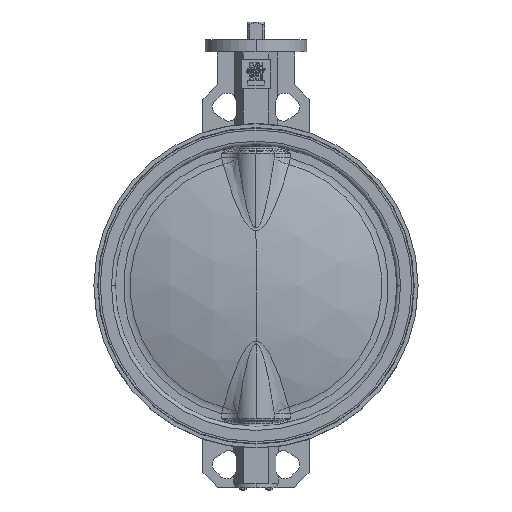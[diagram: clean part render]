
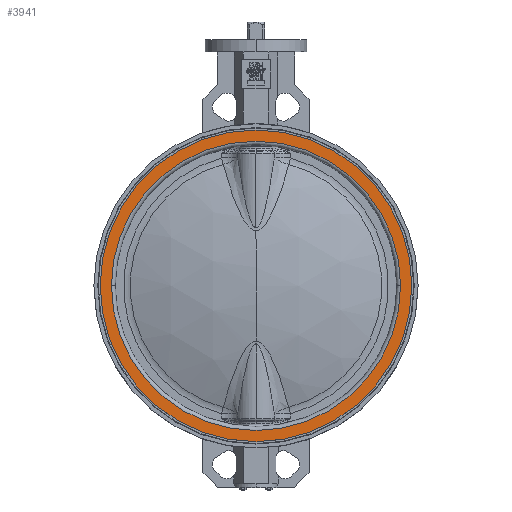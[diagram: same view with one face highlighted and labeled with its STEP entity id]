
A CAD part, top view. The second image highlights one B-rep face of the part: STEP entity #3941.
In plain terms, the highlighted planar face has unit normal (0, 0, 1).
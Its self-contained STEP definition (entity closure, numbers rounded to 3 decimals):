
#481 = CIRCLE ( 'NONE', #1676, 299.75 ) ;
#1397 = AXIS2_PLACEMENT_3D ( 'NONE', #13444, #18919, #9923 ) ;
#1676 = AXIS2_PLACEMENT_3D ( 'NONE', #2771, #8171, #15344 ) ;
#1881 = CARTESIAN_POINT ( 'NONE',  ( 299.75, 0., 78.5 ) ) ;
#2712 = DIRECTION ( 'NONE',  ( 0., 0., -1. ) ) ;
#2771 = CARTESIAN_POINT ( 'NONE',  ( 0., 0., 78.5 ) ) ;
#3172 = EDGE_LOOP ( 'NONE', ( #7012, #6987 ) ) ;
#3590 = DIRECTION ( 'NONE',  ( 0., 0., 1. ) ) ;
#3941 = ADVANCED_FACE ( 'NONE', ( #13604, #11080 ), #22030, .F. ) ;
#4423 = DIRECTION ( 'NONE',  ( 0., 0., 1. ) ) ;
#4521 = DIRECTION ( 'NONE',  ( -1., 0., 0. ) ) ;
#4828 = CARTESIAN_POINT ( 'NONE',  ( -299.75, 0., 78.5 ) ) ;
#5393 = DIRECTION ( 'NONE',  ( 1., 0., 0. ) ) ;
#5921 = VERTEX_POINT ( 'NONE', #6551 ) ;
#6051 = CIRCLE ( 'NONE', #1397, 299.75 ) ;
#6551 = CARTESIAN_POINT ( 'NONE',  ( -323., 0., 78.5 ) ) ;
#6987 = ORIENTED_EDGE ( 'NONE', *, *, #23098, .T. ) ;
#7012 = ORIENTED_EDGE ( 'NONE', *, *, #20124, .T. ) ;
#7194 = CARTESIAN_POINT ( 'NONE',  ( 323., 0., 78.5 ) ) ;
#7935 = DIRECTION ( 'NONE',  ( 1., 0., 0. ) ) ;
#8171 = DIRECTION ( 'NONE',  ( 0., 0., 1. ) ) ;
#9765 = CARTESIAN_POINT ( 'NONE',  ( 0., 299.75, 78.5 ) ) ;
#9923 = DIRECTION ( 'NONE',  ( 1., 0., 0. ) ) ;
#10424 = AXIS2_PLACEMENT_3D ( 'NONE', #9765, #2712, #4521 ) ;
#10698 = AXIS2_PLACEMENT_3D ( 'NONE', #18666, #4423, #7935 ) ;
#11080 = FACE_OUTER_BOUND ( 'NONE', #3172, .T. ) ;
#11199 = CIRCLE ( 'NONE', #10698, 323. ) ;
#11344 = EDGE_CURVE ( 'NONE', #20661, #21418, #481, .T. ) ;
#11874 = EDGE_LOOP ( 'NONE', ( #11899, #22031 ) ) ;
#11899 = ORIENTED_EDGE ( 'NONE', *, *, #11344, .F. ) ;
#13281 = AXIS2_PLACEMENT_3D ( 'NONE', #20018, #3590, #5393 ) ;
#13444 = CARTESIAN_POINT ( 'NONE',  ( 0., 0., 78.5 ) ) ;
#13604 = FACE_BOUND ( 'NONE', #11874, .T. ) ;
#15344 = DIRECTION ( 'NONE',  ( 1., 0., 0. ) ) ;
#18666 = CARTESIAN_POINT ( 'NONE',  ( 0., 0., 78.5 ) ) ;
#18919 = DIRECTION ( 'NONE',  ( 0., 0., 1. ) ) ;
#20018 = CARTESIAN_POINT ( 'NONE',  ( 0., 0., 78.5 ) ) ;
#20124 = EDGE_CURVE ( 'NONE', #20638, #5921, #11199, .T. ) ;
#20638 = VERTEX_POINT ( 'NONE', #7194 ) ;
#20661 = VERTEX_POINT ( 'NONE', #1881 ) ;
#21363 = EDGE_CURVE ( 'NONE', #21418, #20661, #6051, .T. ) ;
#21418 = VERTEX_POINT ( 'NONE', #4828 ) ;
#22031 = ORIENTED_EDGE ( 'NONE', *, *, #21363, .F. ) ;
#22030 = PLANE ( 'NONE',  #10424 ) ;
#22312 = CIRCLE ( 'NONE', #13281, 323. ) ;
#23098 = EDGE_CURVE ( 'NONE', #5921, #20638, #22312, .T. ) ;
